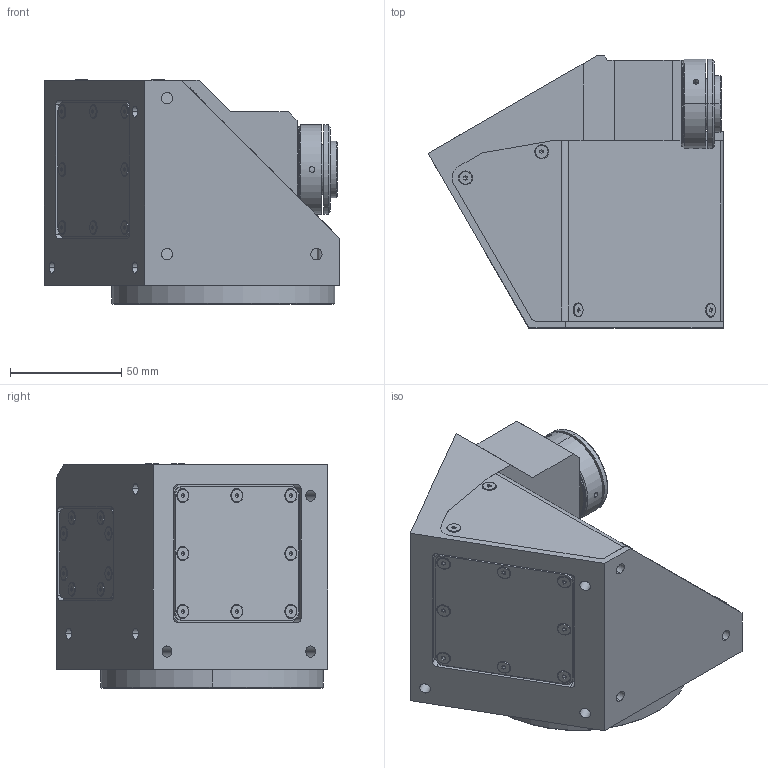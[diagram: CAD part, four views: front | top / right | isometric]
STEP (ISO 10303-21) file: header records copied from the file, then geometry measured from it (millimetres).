
FILE_DESCRIPTION (( 'STEP AP203' ), '1' );
FILE_NAME ('DP23970_TCCR12064.step', '2021-10-15T11:02:07', ( '' ), ( '' ), 'SwSTEP 2.0', 'SolidWorks 2021', '' );
FILE_SCHEMA (( 'CONFIG_CONTROL_DESIGN' ));
Length unit declared in the file: millimetre
Products named in the file (1): DP23970_TCCR12064
Bounding box: 132.73 x 122 x 100.82 mm (x, y, z)
Surface area: 79043.5 mm2 (no closed solid volume)
Topology: 0 solids, 53 shells, 407 faces, 1332 edges, 919 vertices
Faces by surface type: plane 183, cylinder 118, cone 104, sphere 2
Entity records: 14491 total; most frequent: CARTESIAN_POINT 2855, DIRECTION 2553, ORIENTED_EDGE 1969, EDGE_CURVE 1288, VERTEX_POINT 919, AXIS2_PLACEMENT_3D 873, LINE 807, VECTOR 807
